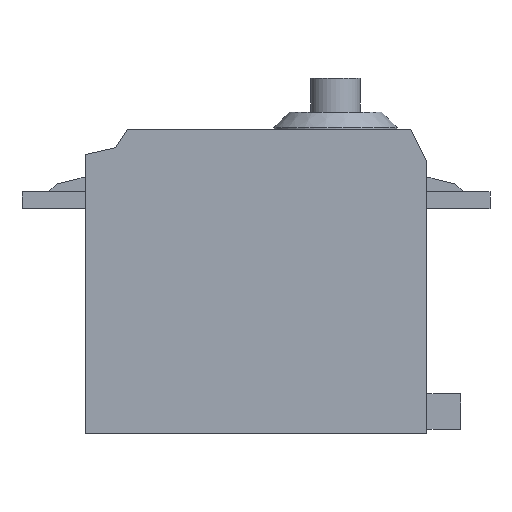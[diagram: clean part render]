
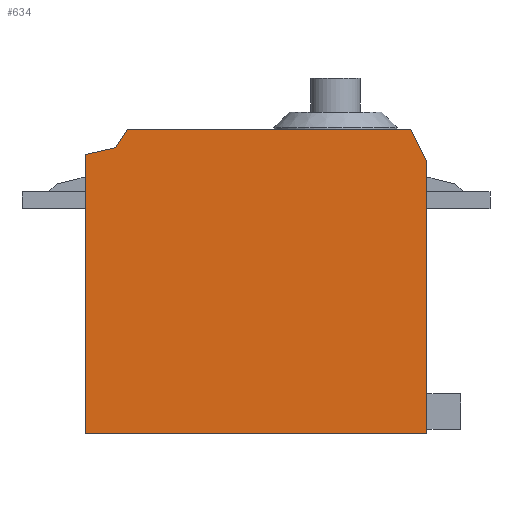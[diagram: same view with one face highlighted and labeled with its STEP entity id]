
A CAD part, front view. The second image highlights one B-rep face of the part: STEP entity #634.
In plain terms, the highlighted planar face has unit normal (0, -1, 0).
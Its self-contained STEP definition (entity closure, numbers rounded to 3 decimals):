
#251 = PLANE('',#252);
#252 = AXIS2_PLACEMENT_3D('',#253,#254,#255);
#253 = CARTESIAN_POINT('',(-20.2,9.9,36.));
#254 = DIRECTION('',(0.,0.,1.));
#255 = DIRECTION('',(1.,0.,0.));
#299 = VERTEX_POINT('',#300);
#300 = CARTESIAN_POINT('',(-15.2,-9.9,36.));
#314 = PLANE('',#315);
#315 = AXIS2_PLACEMENT_3D('',#316,#317,#318);
#316 = CARTESIAN_POINT('',(-16.6,-9.9,33.8));
#317 = DIRECTION('',(0.844,0.,-0.537)
  );
#318 = DIRECTION('',(0.537,0.,0.844));
#326 = EDGE_CURVE('',#299,#327,#329,.T.);
#327 = VERTEX_POINT('',#328);
#328 = CARTESIAN_POINT('',(18.3,-9.9,36.));
#329 = SURFACE_CURVE('',#330,(#334,#341),.PCURVE_S1.);
#330 = LINE('',#331,#332);
#331 = CARTESIAN_POINT('',(-15.2,-9.9,36.));
#332 = VECTOR('',#333,1.);
#333 = DIRECTION('',(1.,0.,0.));
#334 = PCURVE('',#251,#335);
#335 = DEFINITIONAL_REPRESENTATION('',(#336),#340);
#336 = LINE('',#337,#338);
#337 = CARTESIAN_POINT('',(5.,-19.8));
#338 = VECTOR('',#339,1.);
#339 = DIRECTION('',(1.,0.));
#340 = ( GEOMETRIC_REPRESENTATION_CONTEXT(2) 
PARAMETRIC_REPRESENTATION_CONTEXT() REPRESENTATION_CONTEXT('2D SPACE',''
  ) );
#341 = PCURVE('',#342,#347);
#342 = PLANE('',#343);
#343 = AXIS2_PLACEMENT_3D('',#344,#345,#346);
#344 = CARTESIAN_POINT('',(20.2,-9.9,0.));
#345 = DIRECTION('',(0.,-1.,0.));
#346 = DIRECTION('',(-1.,0.,0.));
#347 = DEFINITIONAL_REPRESENTATION('',(#348),#352);
#348 = LINE('',#349,#350);
#349 = CARTESIAN_POINT('',(35.4,-36.));
#350 = VECTOR('',#351,1.);
#351 = DIRECTION('',(-1.,-0.));
#352 = ( GEOMETRIC_REPRESENTATION_CONTEXT(2) 
PARAMETRIC_REPRESENTATION_CONTEXT() REPRESENTATION_CONTEXT('2D SPACE',''
  ) );
#368 = PLANE('',#369);
#369 = AXIS2_PLACEMENT_3D('',#370,#371,#372);
#370 = CARTESIAN_POINT('',(18.3,-9.9,36.));
#371 = DIRECTION('',(-0.894,0.,-0.447));
#372 = DIRECTION('',(0.447,0.,-0.894));
#404 = PLANE('',#405);
#405 = AXIS2_PLACEMENT_3D('',#406,#407,#408);
#406 = CARTESIAN_POINT('',(-20.2,9.9,0.));
#407 = DIRECTION('',(0.,0.,1.));
#408 = DIRECTION('',(1.,0.,0.));
#432 = PLANE('',#433);
#433 = AXIS2_PLACEMENT_3D('',#434,#435,#436);
#434 = CARTESIAN_POINT('',(-20.2,-9.9,0.));
#435 = DIRECTION('',(-1.,0.,0.));
#436 = DIRECTION('',(0.,0.,-1.));
#459 = PLANE('',#460);
#460 = AXIS2_PLACEMENT_3D('',#461,#462,#463);
#461 = CARTESIAN_POINT('',(-20.2,-9.9,33.));
#462 = DIRECTION('',(0.217,0.,-0.976)
  );
#463 = DIRECTION('',(0.976,0.,0.217));
#525 = PLANE('',#526);
#526 = AXIS2_PLACEMENT_3D('',#527,#528,#529);
#527 = CARTESIAN_POINT('',(20.2,9.9,0.));
#528 = DIRECTION('',(1.,0.,0.));
#529 = DIRECTION('',(0.,0.,1.));
#540 = EDGE_CURVE('',#541,#299,#543,.T.);
#541 = VERTEX_POINT('',#542);
#542 = CARTESIAN_POINT('',(-16.6,-9.9,33.8));
#543 = SURFACE_CURVE('',#544,(#548,#555),.PCURVE_S1.);
#544 = LINE('',#545,#546);
#545 = CARTESIAN_POINT('',(-16.6,-9.9,33.8));
#546 = VECTOR('',#547,1.);
#547 = DIRECTION('',(0.537,0.,0.844));
#548 = PCURVE('',#314,#549);
#549 = DEFINITIONAL_REPRESENTATION('',(#550),#554);
#550 = LINE('',#551,#552);
#551 = CARTESIAN_POINT('',(0.,0.));
#552 = VECTOR('',#553,1.);
#553 = DIRECTION('',(1.,0.));
#554 = ( GEOMETRIC_REPRESENTATION_CONTEXT(2) 
PARAMETRIC_REPRESENTATION_CONTEXT() REPRESENTATION_CONTEXT('2D SPACE',''
  ) );
#555 = PCURVE('',#342,#556);
#556 = DEFINITIONAL_REPRESENTATION('',(#557),#561);
#557 = LINE('',#558,#559);
#558 = CARTESIAN_POINT('',(36.8,-33.8));
#559 = VECTOR('',#560,1.);
#560 = DIRECTION('',(-0.537,-0.844));
#561 = ( GEOMETRIC_REPRESENTATION_CONTEXT(2) 
PARAMETRIC_REPRESENTATION_CONTEXT() REPRESENTATION_CONTEXT('2D SPACE',''
  ) );
#589 = EDGE_CURVE('',#327,#590,#592,.T.);
#590 = VERTEX_POINT('',#591);
#591 = CARTESIAN_POINT('',(20.2,-9.9,32.2));
#592 = SURFACE_CURVE('',#593,(#597,#604),.PCURVE_S1.);
#593 = LINE('',#594,#595);
#594 = CARTESIAN_POINT('',(18.3,-9.9,36.));
#595 = VECTOR('',#596,1.);
#596 = DIRECTION('',(0.447,0.,-0.894));
#597 = PCURVE('',#368,#598);
#598 = DEFINITIONAL_REPRESENTATION('',(#599),#603);
#599 = LINE('',#600,#601);
#600 = CARTESIAN_POINT('',(0.,0.));
#601 = VECTOR('',#602,1.);
#602 = DIRECTION('',(1.,0.));
#603 = ( GEOMETRIC_REPRESENTATION_CONTEXT(2) 
PARAMETRIC_REPRESENTATION_CONTEXT() REPRESENTATION_CONTEXT('2D SPACE',''
  ) );
#604 = PCURVE('',#342,#605);
#605 = DEFINITIONAL_REPRESENTATION('',(#606),#610);
#606 = LINE('',#607,#608);
#607 = CARTESIAN_POINT('',(1.9,-36.));
#608 = VECTOR('',#609,1.);
#609 = DIRECTION('',(-0.447,0.894));
#610 = ( GEOMETRIC_REPRESENTATION_CONTEXT(2) 
PARAMETRIC_REPRESENTATION_CONTEXT() REPRESENTATION_CONTEXT('2D SPACE',''
  ) );
#634 = ADVANCED_FACE('',(#635),#342,.T.);
#635 = FACE_BOUND('',#636,.T.);
#636 = EDGE_LOOP('',(#637,#662,#683,#684,#685,#686,#709));
#637 = ORIENTED_EDGE('',*,*,#638,.F.);
#638 = EDGE_CURVE('',#639,#641,#643,.T.);
#639 = VERTEX_POINT('',#640);
#640 = CARTESIAN_POINT('',(20.2,-9.9,0.));
#641 = VERTEX_POINT('',#642);
#642 = CARTESIAN_POINT('',(-20.2,-9.9,0.));
#643 = SURFACE_CURVE('',#644,(#648,#655),.PCURVE_S1.);
#644 = LINE('',#645,#646);
#645 = CARTESIAN_POINT('',(20.2,-9.9,0.));
#646 = VECTOR('',#647,1.);
#647 = DIRECTION('',(-1.,0.,0.));
#648 = PCURVE('',#342,#649);
#649 = DEFINITIONAL_REPRESENTATION('',(#650),#654);
#650 = LINE('',#651,#652);
#651 = CARTESIAN_POINT('',(0.,-0.));
#652 = VECTOR('',#653,1.);
#653 = DIRECTION('',(1.,0.));
#654 = ( GEOMETRIC_REPRESENTATION_CONTEXT(2) 
PARAMETRIC_REPRESENTATION_CONTEXT() REPRESENTATION_CONTEXT('2D SPACE',''
  ) );
#655 = PCURVE('',#404,#656);
#656 = DEFINITIONAL_REPRESENTATION('',(#657),#661);
#657 = LINE('',#658,#659);
#658 = CARTESIAN_POINT('',(40.4,-19.8));
#659 = VECTOR('',#660,1.);
#660 = DIRECTION('',(-1.,0.));
#661 = ( GEOMETRIC_REPRESENTATION_CONTEXT(2) 
PARAMETRIC_REPRESENTATION_CONTEXT() REPRESENTATION_CONTEXT('2D SPACE',''
  ) );
#662 = ORIENTED_EDGE('',*,*,#663,.T.);
#663 = EDGE_CURVE('',#639,#590,#664,.T.);
#664 = SURFACE_CURVE('',#665,(#669,#676),.PCURVE_S1.);
#665 = LINE('',#666,#667);
#666 = CARTESIAN_POINT('',(20.2,-9.9,0.));
#667 = VECTOR('',#668,1.);
#668 = DIRECTION('',(0.,0.,1.));
#669 = PCURVE('',#342,#670);
#670 = DEFINITIONAL_REPRESENTATION('',(#671),#675);
#671 = LINE('',#672,#673);
#672 = CARTESIAN_POINT('',(0.,-0.));
#673 = VECTOR('',#674,1.);
#674 = DIRECTION('',(0.,-1.));
#675 = ( GEOMETRIC_REPRESENTATION_CONTEXT(2) 
PARAMETRIC_REPRESENTATION_CONTEXT() REPRESENTATION_CONTEXT('2D SPACE',''
  ) );
#676 = PCURVE('',#525,#677);
#677 = DEFINITIONAL_REPRESENTATION('',(#678),#682);
#678 = LINE('',#679,#680);
#679 = CARTESIAN_POINT('',(0.,19.8));
#680 = VECTOR('',#681,1.);
#681 = DIRECTION('',(1.,0.));
#682 = ( GEOMETRIC_REPRESENTATION_CONTEXT(2) 
PARAMETRIC_REPRESENTATION_CONTEXT() REPRESENTATION_CONTEXT('2D SPACE',''
  ) );
#683 = ORIENTED_EDGE('',*,*,#589,.F.);
#684 = ORIENTED_EDGE('',*,*,#326,.F.);
#685 = ORIENTED_EDGE('',*,*,#540,.F.);
#686 = ORIENTED_EDGE('',*,*,#687,.F.);
#687 = EDGE_CURVE('',#688,#541,#690,.T.);
#688 = VERTEX_POINT('',#689);
#689 = CARTESIAN_POINT('',(-20.2,-9.9,33.));
#690 = SURFACE_CURVE('',#691,(#695,#702),.PCURVE_S1.);
#691 = LINE('',#692,#693);
#692 = CARTESIAN_POINT('',(-20.2,-9.9,33.));
#693 = VECTOR('',#694,1.);
#694 = DIRECTION('',(0.976,0.,0.217));
#695 = PCURVE('',#342,#696);
#696 = DEFINITIONAL_REPRESENTATION('',(#697),#701);
#697 = LINE('',#698,#699);
#698 = CARTESIAN_POINT('',(40.4,-33.));
#699 = VECTOR('',#700,1.);
#700 = DIRECTION('',(-0.976,-0.217));
#701 = ( GEOMETRIC_REPRESENTATION_CONTEXT(2) 
PARAMETRIC_REPRESENTATION_CONTEXT() REPRESENTATION_CONTEXT('2D SPACE',''
  ) );
#702 = PCURVE('',#459,#703);
#703 = DEFINITIONAL_REPRESENTATION('',(#704),#708);
#704 = LINE('',#705,#706);
#705 = CARTESIAN_POINT('',(0.,0.));
#706 = VECTOR('',#707,1.);
#707 = DIRECTION('',(1.,0.));
#708 = ( GEOMETRIC_REPRESENTATION_CONTEXT(2) 
PARAMETRIC_REPRESENTATION_CONTEXT() REPRESENTATION_CONTEXT('2D SPACE',''
  ) );
#709 = ORIENTED_EDGE('',*,*,#710,.F.);
#710 = EDGE_CURVE('',#641,#688,#711,.T.);
#711 = SURFACE_CURVE('',#712,(#716,#723),.PCURVE_S1.);
#712 = LINE('',#713,#714);
#713 = CARTESIAN_POINT('',(-20.2,-9.9,0.));
#714 = VECTOR('',#715,1.);
#715 = DIRECTION('',(0.,0.,1.));
#716 = PCURVE('',#342,#717);
#717 = DEFINITIONAL_REPRESENTATION('',(#718),#722);
#718 = LINE('',#719,#720);
#719 = CARTESIAN_POINT('',(40.4,0.));
#720 = VECTOR('',#721,1.);
#721 = DIRECTION('',(0.,-1.));
#722 = ( GEOMETRIC_REPRESENTATION_CONTEXT(2) 
PARAMETRIC_REPRESENTATION_CONTEXT() REPRESENTATION_CONTEXT('2D SPACE',''
  ) );
#723 = PCURVE('',#432,#724);
#724 = DEFINITIONAL_REPRESENTATION('',(#725),#729);
#725 = LINE('',#726,#727);
#726 = CARTESIAN_POINT('',(0.,-0.));
#727 = VECTOR('',#728,1.);
#728 = DIRECTION('',(-1.,-0.));
#729 = ( GEOMETRIC_REPRESENTATION_CONTEXT(2) 
PARAMETRIC_REPRESENTATION_CONTEXT() REPRESENTATION_CONTEXT('2D SPACE',''
  ) );
